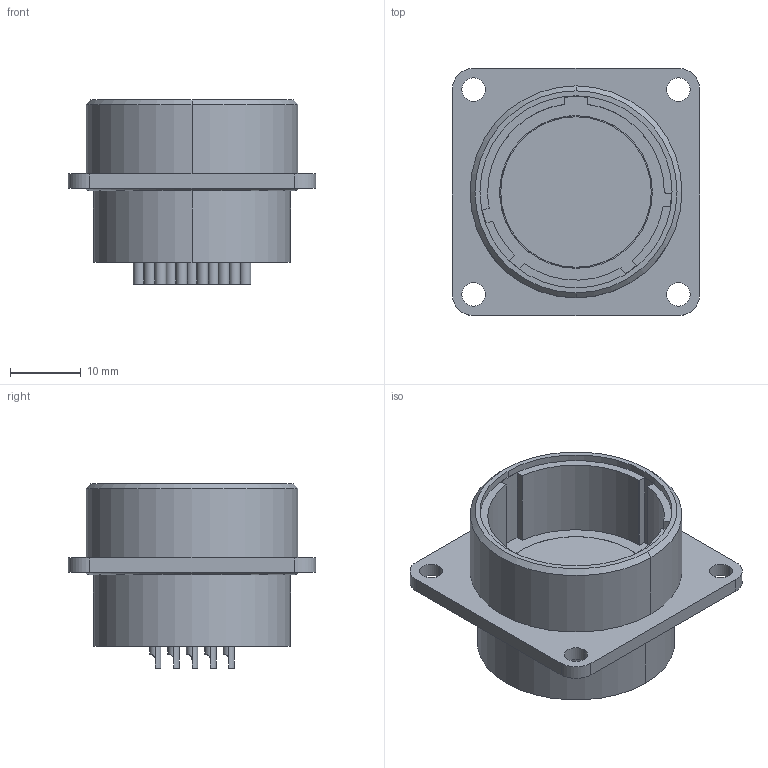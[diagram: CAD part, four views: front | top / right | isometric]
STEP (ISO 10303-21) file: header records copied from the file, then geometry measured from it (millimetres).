
FILE_DESCRIPTION(('CoCreate Modeling STEP Export'),'2;1');
FILE_NAME('JR25WR-24P.stp','2010-06-22T14:19:35',(''),(''),'CoCreate Modeling STEP processor for AP214 (Solid Model)','CoCreate Modeling 17.0 01-Apr-2010 (C) Parametric Technology GmbH','');
FILE_SCHEMA(('AUTOMOTIVE_DESIGN { 1 0 10303 214 1 1 1 1 }'));
Length unit declared in the file: millimetre
Products named in the file (1): JR25WR-24P
Bounding box: 35 x 35 x 26.1 mm (x, y, z)
Volume: 9305.4 mm3; surface area: 7862.3 mm2
Topology: 1 solids, 1 shells, 313 faces, 720 edges, 445 vertices
Faces by surface type: cylinder 172, plane 131, torus 6, cone 4
Entity records: 16787 total; most frequent: CARTESIAN_POINT 10749, ORIENTED_EDGE 1440, DIRECTION 1009, EDGE_CURVE 720, VERTEX_POINT 445, AXIS2_PLACEMENT_3D 373, EDGE_LOOP 357, FACE_OUTER_BOUND 313
